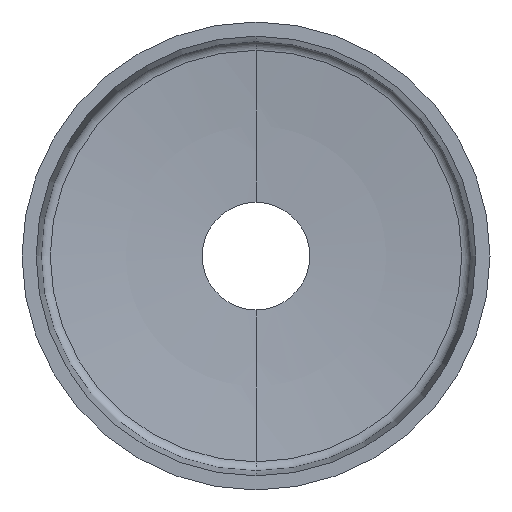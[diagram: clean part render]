
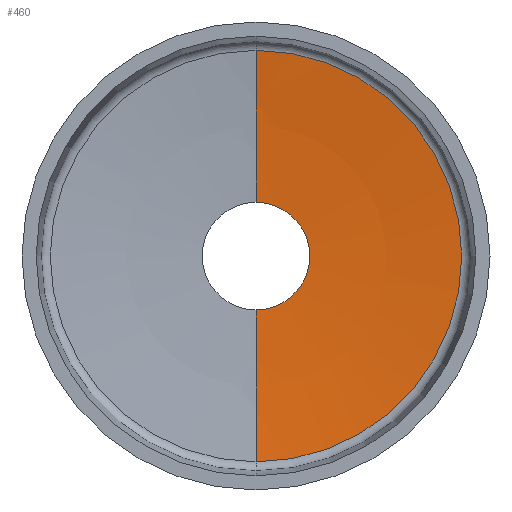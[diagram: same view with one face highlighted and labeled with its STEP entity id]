
A CAD part, top view. The second image highlights one B-rep face of the part: STEP entity #460.
In plain terms, the highlighted spherical face has radius 248.006 mm.
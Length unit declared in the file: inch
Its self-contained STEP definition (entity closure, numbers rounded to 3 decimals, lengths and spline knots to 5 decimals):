
#77=CARTESIAN_POINT('',(0.,0.,-0.27033));
#78=DIRECTION('',(0.,0.,-1.));
#79=DIRECTION('',(0.,1.,0.));
#80=AXIS2_PLACEMENT_3D('',#77,#78,#79);
#82=CARTESIAN_POINT('',(0.,0.,-0.33339));
#83=DIRECTION('',(0.,0.,1.));
#84=DIRECTION('',(1.,0.,0.));
#85=AXIS2_PLACEMENT_3D('',#82,#83,#84);
#87=CARTESIAN_POINT('',(0.,0.,9.426));
#88=DIRECTION('',(1.,0.,0.));
#89=DIRECTION('',(0.,0.031,-1.));
#90=AXIS2_PLACEMENT_3D('',#87,#88,#89);
#92=CARTESIAN_POINT('',(0.,0.,9.426));
#93=DIRECTION('',(-1.,0.,0.));
#94=DIRECTION('',(0.,-0.031,-1.));
#95=AXIS2_PLACEMENT_3D('',#92,#93,#94);
#97=CARTESIAN_POINT('',(0.,0.,-0.33339));
#98=DIRECTION('',(0.,0.,1.));
#99=DIRECTION('',(0.,-1.,0.));
#100=AXIS2_PLACEMENT_3D('',#97,#98,#99);
#210=CARTESIAN_POINT('',(0.,1.14752,-0.27033));
#212=VERTEX_POINT('',#210);
#216=CARTESIAN_POINT('',(0.,-1.14752,-0.27033));
#218=VERTEX_POINT('',#216);
#222=CARTESIAN_POINT('',(0.3,0.,-0.33339));
#223=CARTESIAN_POINT('',(0.,0.3,-0.33339));
#224=VERTEX_POINT('',#222);
#225=VERTEX_POINT('',#223);
#226=CARTESIAN_POINT('',(0.,-0.3,-0.33339));
#227=VERTEX_POINT('',#226);
#444=CARTESIAN_POINT('',(0.,0.,9.426));
#445=DIRECTION('',(0.,0.,1.));
#446=DIRECTION('',(0.,1.,0.));
#447=AXIS2_PLACEMENT_3D('',#444,#445,#446);
#448=SPHERICAL_SURFACE('',#447,9.764);
#450=ORIENTED_EDGE('',*,*,#449,.T.);
#452=ORIENTED_EDGE('',*,*,#451,.T.);
#453=ORIENTED_EDGE('',*,*,#439,.T.);
#455=ORIENTED_EDGE('',*,*,#454,.F.);
#457=ORIENTED_EDGE('',*,*,#456,.T.);
#458=EDGE_LOOP('',(#450,#452,#453,#455,#457));
#459=FACE_OUTER_BOUND('',#458,.F.);
#460=ADVANCED_FACE('',(#459),#448,.F.);
#81=CIRCLE('',#80,1.14752);
#86=CIRCLE('',#85,0.3);
#91=CIRCLE('',#90,9.764);
#96=CIRCLE('',#95,9.764);
#101=CIRCLE('',#100,0.3);
#439=EDGE_CURVE('',#212,#218,#81,.T.);
#449=EDGE_CURVE('',#224,#225,#86,.T.);
#451=EDGE_CURVE('',#225,#212,#91,.T.);
#454=EDGE_CURVE('',#227,#218,#96,.T.);
#456=EDGE_CURVE('',#227,#224,#101,.T.);
